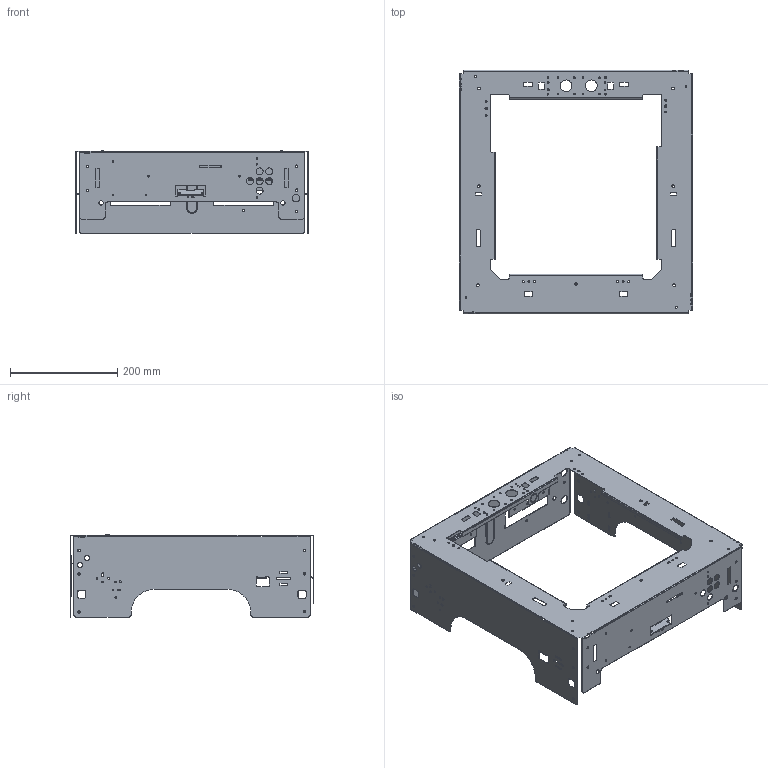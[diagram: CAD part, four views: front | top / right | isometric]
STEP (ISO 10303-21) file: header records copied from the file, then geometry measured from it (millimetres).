
FILE_DESCRIPTION(/* description */ ('','CAx-IF Rec.Pracs.---Representation and Presentation of Product Manufacturing Information (PMI)---4.0---2014-10-13'),/* implementation_level */ '2;1');
FILE_NAME(/* name */ 'Frame top v2.step',/* time_stamp */ '2024-12-15T16:21:14-05:00',/* author */ (''),/* organization */ (''),/* preprocessor_version */ 'ST-DEVELOPER v20',/* originating_system */ 'Autodesk Translation Framework v13.20.0.188',/* authorisation */ '');
FILE_SCHEMA (('AP242_MANAGED_MODEL_BASED_3D_ENGINEERING_MIM_LF { 1 0 10303 442 1 1 4 }'));
Length unit declared in the file: millimetre
Products named in the file (1): Frame top
Bounding box: 435 x 455 x 154 mm (x, y, z)
Volume: 306102 mm3; surface area: 622399.6 mm2
Topology: 1 solids, 1 shells, 853 faces, 2469 edges, 1600 vertices
Faces by surface type: cylinder 456, plane 351, bspline 34, torus 12
Full cylindrical faces by diameter (mm): 2 x1, 2.529 x17, 3 x2, 3.086 x6, 3.2 x30, 3.5 x4, 4 x2, 4.5 x25, 5 x4, 8 x4, 10 x4, 13 x6, 14 x1, 16 x4, 18 x1, 22 x2
Entity records: 38238 total; most frequent: CARTESIAN_POINT 15059, ORIENTED_EDGE 4938, DIRECTION 4641, EDGE_CURVE 2469, AXIS2_PLACEMENT_3D 1624, VERTEX_POINT 1600, LINE 1393, VECTOR 1393
